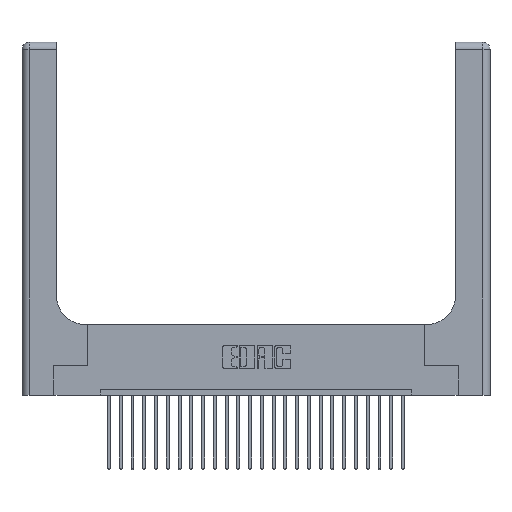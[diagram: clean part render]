
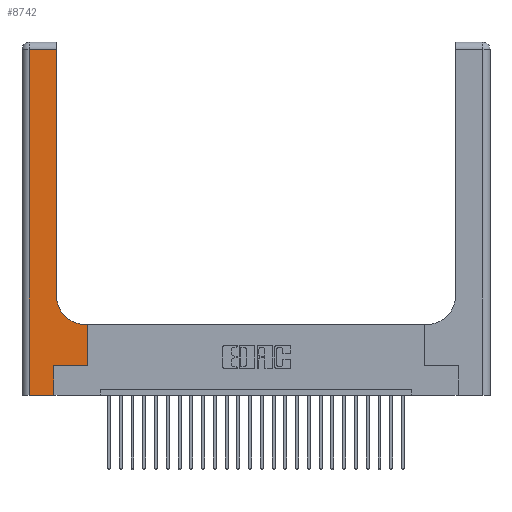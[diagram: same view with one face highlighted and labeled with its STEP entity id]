
A CAD part, top view. The second image highlights one B-rep face of the part: STEP entity #8742.
In plain terms, the highlighted planar face has unit normal (0, 0, 1).
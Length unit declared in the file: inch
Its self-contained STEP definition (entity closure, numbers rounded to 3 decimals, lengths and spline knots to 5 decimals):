
#22 = AXIS2_PLACEMENT_3D ( 'NONE', #4068, #1717, #20498 ) ;
#370 = EDGE_CURVE ( 'NONE', #2594, #20283, #14964, .T. ) ;
#1717 = DIRECTION ( 'NONE',  ( 0., 0., -1. ) ) ;
#2059 = CARTESIAN_POINT ( 'NONE',  ( 0.5585, 0.25, 0.37 ) ) ;
#2594 = VERTEX_POINT ( 'NONE', #5817 ) ;
#2636 = EDGE_LOOP ( 'NONE', ( #18664, #13238, #11702, #14807, #3310, #20859, #15875, #24568, #20545 ) ) ;
#3310 = ORIENTED_EDGE ( 'NONE', *, *, #4283, .T. ) ;
#3760 = DIRECTION ( 'NONE',  ( 0., 0., -1. ) ) ;
#3828 = EDGE_CURVE ( 'NONE', #9650, #23231, #9276, .T. ) ;
#4036 = LINE ( 'NONE', #11548, #10173 ) ;
#4068 = CARTESIAN_POINT ( 'NONE',  ( 0.5415, 0.85, 0.37 ) ) ;
#4283 = EDGE_CURVE ( 'NONE', #25934, #24435, #16408, .T. ) ;
#4284 = CARTESIAN_POINT ( 'NONE',  ( 0.2915, 0.6, 0.37 ) ) ;
#4324 = CARTESIAN_POINT ( 'NONE',  ( 0.06, 0., 0.37 ) ) ;
#4542 = VECTOR ( 'NONE', #23233, 39.37008 ) ;
#4792 = DIRECTION ( 'NONE',  ( 1., 0., 0. ) ) ;
#4923 = CARTESIAN_POINT ( 'NONE',  ( 0.2915, 0.85, 0.37 ) ) ;
#5479 = DIRECTION ( 'NONE',  ( 0., 1., 0. ) ) ;
#5712 = VECTOR ( 'NONE', #5479, 39.37008 ) ;
#5817 = CARTESIAN_POINT ( 'NONE',  ( 0.2915, 2.94, 0.37 ) ) ;
#6329 = LINE ( 'NONE', #26018, #25148 ) ;
#7927 = FACE_OUTER_BOUND ( 'NONE', #2636, .T. ) ;
#8066 = EDGE_CURVE ( 'NONE', #24435, #9650, #6329, .T. ) ;
#8742 = ADVANCED_FACE ( 'NONE', ( #7927 ), #18393, .F. ) ;
#9220 = VECTOR ( 'NONE', #14960, 39.37008 ) ;
#9276 = LINE ( 'NONE', #21997, #5712 ) ;
#9560 = DIRECTION ( 'NONE',  ( 0., 1., 0. ) ) ;
#9650 = VERTEX_POINT ( 'NONE', #2059 ) ;
#9749 = EDGE_CURVE ( 'NONE', #17921, #25934, #11731, .T. ) ;
#10056 = EDGE_CURVE ( 'NONE', #13386, #16441, #24693, .T. ) ;
#10173 = VECTOR ( 'NONE', #9560, 39.37008 ) ;
#10333 = LINE ( 'NONE', #4284, #24297 ) ;
#11149 = CARTESIAN_POINT ( 'NONE',  ( 0.5585, 0.6, 0.37 ) ) ;
#11548 = CARTESIAN_POINT ( 'NONE',  ( 0.2915, 3., 0.37 ) ) ;
#11702 = ORIENTED_EDGE ( 'NONE', *, *, #16920, .T. ) ;
#11731 = LINE ( 'NONE', #19231, #16331 ) ;
#12154 = EDGE_CURVE ( 'NONE', #16441, #2594, #4036, .T. ) ;
#12179 = DIRECTION ( 'NONE',  ( -1., 0., 0. ) ) ;
#13125 = CARTESIAN_POINT ( 'NONE',  ( 0.269, 0., 0.37 ) ) ;
#13238 = ORIENTED_EDGE ( 'NONE', *, *, #370, .T. ) ;
#13386 = VERTEX_POINT ( 'NONE', #14691 ) ;
#13571 = DIRECTION ( 'NONE',  ( 1., 0., 0. ) ) ;
#13860 = LINE ( 'NONE', #22861, #21317 ) ;
#14544 = EDGE_CURVE ( 'NONE', #23231, #13386, #10333, .T. ) ;
#14691 = CARTESIAN_POINT ( 'NONE',  ( 0.5415, 0.6, 0.37 ) ) ;
#14807 = ORIENTED_EDGE ( 'NONE', *, *, #9749, .T. ) ;
#14960 = DIRECTION ( 'NONE',  ( 0., 1., 0. ) ) ;
#14964 = LINE ( 'NONE', #25060, #4542 ) ;
#15875 = ORIENTED_EDGE ( 'NONE', *, *, #3828, .T. ) ;
#16208 = CARTESIAN_POINT ( 'NONE',  ( 0., 3., 0.37 ) ) ;
#16331 = VECTOR ( 'NONE', #4792, 39.37008 ) ;
#16364 = DIRECTION ( 'NONE',  ( 0., -1., 0. ) ) ;
#16408 = LINE ( 'NONE', #18776, #9220 ) ;
#16441 = VERTEX_POINT ( 'NONE', #4923 ) ;
#16920 = EDGE_CURVE ( 'NONE', #20283, #17921, #13860, .T. ) ;
#17375 = CARTESIAN_POINT ( 'NONE',  ( 0.269, 0.25, 0.37 ) ) ;
#17921 = VERTEX_POINT ( 'NONE', #4324 ) ;
#18393 = PLANE ( 'NONE',  #21937 ) ;
#18664 = ORIENTED_EDGE ( 'NONE', *, *, #12154, .T. ) ;
#18776 = CARTESIAN_POINT ( 'NONE',  ( 0.269, 0., 0.37 ) ) ;
#18815 = DIRECTION ( 'NONE',  ( -1., 0., 0. ) ) ;
#19231 = CARTESIAN_POINT ( 'NONE',  ( 0., 0., 0.37 ) ) ;
#20283 = VERTEX_POINT ( 'NONE', #22752 ) ;
#20498 = DIRECTION ( 'NONE',  ( 1., 0., 0. ) ) ;
#20545 = ORIENTED_EDGE ( 'NONE', *, *, #10056, .T. ) ;
#20859 = ORIENTED_EDGE ( 'NONE', *, *, #8066, .T. ) ;
#21317 = VECTOR ( 'NONE', #16364, 39.37008 ) ;
#21937 = AXIS2_PLACEMENT_3D ( 'NONE', #16208, #3760, #12179 ) ;
#21997 = CARTESIAN_POINT ( 'NONE',  ( 0.5585, 0.25, 0.37 ) ) ;
#22752 = CARTESIAN_POINT ( 'NONE',  ( 0.06, 2.94, 0.37 ) ) ;
#22861 = CARTESIAN_POINT ( 'NONE',  ( 0.06, 3., 0.37 ) ) ;
#23231 = VERTEX_POINT ( 'NONE', #11149 ) ;
#23233 = DIRECTION ( 'NONE',  ( -1., 0., 0. ) ) ;
#24297 = VECTOR ( 'NONE', #18815, 39.37008 ) ;
#24435 = VERTEX_POINT ( 'NONE', #17375 ) ;
#24568 = ORIENTED_EDGE ( 'NONE', *, *, #14544, .T. ) ;
#24693 = CIRCLE ( 'NONE', #22, 0.25 ) ;
#25060 = CARTESIAN_POINT ( 'NONE',  ( 0., 2.94, 0.37 ) ) ;
#25148 = VECTOR ( 'NONE', #13571, 39.37008 ) ;
#25934 = VERTEX_POINT ( 'NONE', #13125 ) ;
#26018 = CARTESIAN_POINT ( 'NONE',  ( 0.269, 0.25, 0.37 ) ) ;
